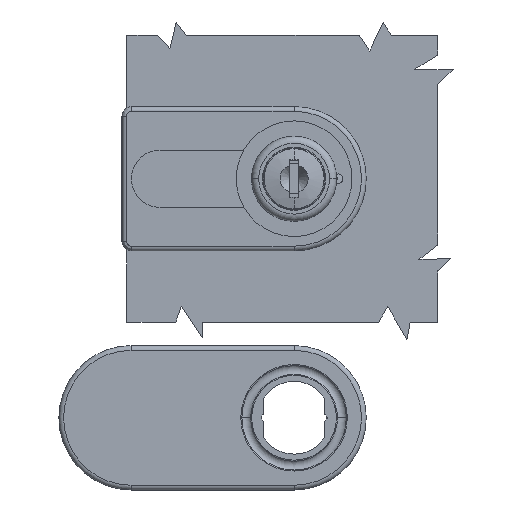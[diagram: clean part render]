
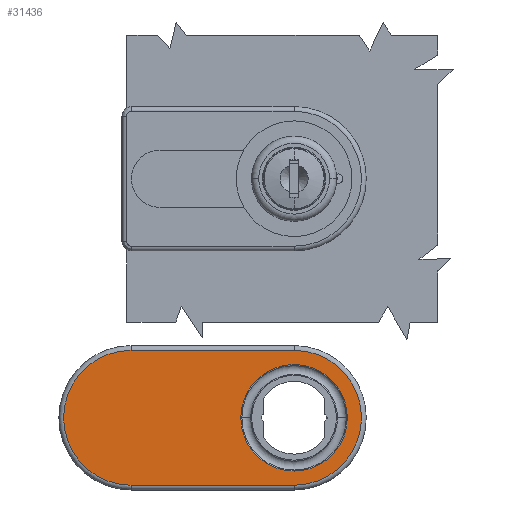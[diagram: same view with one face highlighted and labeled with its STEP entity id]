
A CAD part, front view. The second image highlights one B-rep face of the part: STEP entity #31436.
In plain terms, the highlighted planar face has unit normal (0, -1, 0).
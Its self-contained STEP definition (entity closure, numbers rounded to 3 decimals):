
#241 = CARTESIAN_POINT ( 'NONE',  ( 1409.619, 257.416, -100.74 ) ) ;
#661 = EDGE_LOOP ( 'NONE', ( #2257, #25910, #6956, #29762 ) ) ;
#2257 = ORIENTED_EDGE ( 'NONE', *, *, #11999, .F. ) ;
#2373 = CARTESIAN_POINT ( 'NONE',  ( 1398.479, 257.416, -86.64 ) ) ;
#2722 = EDGE_CURVE ( 'NONE', #34591, #21205, #29109, .T. ) ;
#2799 = CIRCLE ( 'NONE', #24469, 14.1 ) ;
#2806 = CARTESIAN_POINT ( 'NONE',  ( 1364.379, 257.416, -114.84 ) ) ;
#3386 = VECTOR ( 'NONE', #26157, 1000. ) ;
#3839 = CARTESIAN_POINT ( 'NONE',  ( 1387.339, 257.416, -100.74 ) ) ;
#4524 = EDGE_CURVE ( 'NONE', #34591, #15416, #7121, .T. ) ;
#4663 = VERTEX_POINT ( 'NONE', #3839 ) ;
#6123 = CARTESIAN_POINT ( 'NONE',  ( 1398.479, 257.416, -100.74 ) ) ;
#6956 = ORIENTED_EDGE ( 'NONE', *, *, #4524, .F. ) ;
#7121 = CIRCLE ( 'NONE', #12108, 14.1 ) ;
#7850 = EDGE_LOOP ( 'NONE', ( #26553, #31165 ) ) ;
#8125 = CARTESIAN_POINT ( 'NONE',  ( 1364.379, 257.416, -114.84 ) ) ;
#8248 = CARTESIAN_POINT ( 'NONE',  ( 1398.479, 257.416, -100.74 ) ) ;
#9666 = CARTESIAN_POINT ( 'NONE',  ( 1364.379, 257.416, -86.64 ) ) ;
#10590 = CARTESIAN_POINT ( 'NONE',  ( 1398.479, 257.416, -86.64 ) ) ;
#10925 = FACE_OUTER_BOUND ( 'NONE', #661, .T. ) ;
#11275 = DIRECTION ( 'NONE',  ( -1., 0., 0. ) ) ;
#11436 = EDGE_CURVE ( 'NONE', #11636, #4663, #36781, .T. ) ;
#11636 = VERTEX_POINT ( 'NONE', #241 ) ;
#11999 = EDGE_CURVE ( 'NONE', #14354, #21205, #2799, .T. ) ;
#12108 = AXIS2_PLACEMENT_3D ( 'NONE', #19569, #37417, #19758 ) ;
#12149 = DIRECTION ( 'NONE',  ( 0., -1., 0. ) ) ;
#12616 = DIRECTION ( 'NONE',  ( 0., 0., -1. ) ) ;
#14354 = VERTEX_POINT ( 'NONE', #2806 ) ;
#14464 = DIRECTION ( 'NONE',  ( 0., -1., 0. ) ) ;
#15416 = VERTEX_POINT ( 'NONE', #30413 ) ;
#16428 = VECTOR ( 'NONE', #11275, 1000. ) ;
#16550 = CARTESIAN_POINT ( 'NONE',  ( 1364.148, 257.416, -104.297 ) ) ;
#17732 = EDGE_CURVE ( 'NONE', #14354, #15416, #28663, .T. ) ;
#19569 = CARTESIAN_POINT ( 'NONE',  ( 1398.479, 257.416, -100.74 ) ) ;
#19758 = DIRECTION ( 'NONE',  ( 1., 0., 0. ) ) ;
#21205 = VERTEX_POINT ( 'NONE', #9666 ) ;
#22755 = FACE_BOUND ( 'NONE', #7850, .T. ) ;
#23964 = DIRECTION ( 'NONE',  ( 1., 0., 0. ) ) ;
#24469 = AXIS2_PLACEMENT_3D ( 'NONE', #26975, #27357, #12616 ) ;
#25910 = ORIENTED_EDGE ( 'NONE', *, *, #17732, .T. ) ;
#26057 = PLANE ( 'NONE',  #34489 ) ;
#26157 = DIRECTION ( 'NONE',  ( 1., 0., 0. ) ) ;
#26553 = ORIENTED_EDGE ( 'NONE', *, *, #11436, .F. ) ;
#26975 = CARTESIAN_POINT ( 'NONE',  ( 1364.379, 257.416, -100.74 ) ) ;
#27357 = DIRECTION ( 'NONE',  ( 0., 1., 0. ) ) ;
#28116 = CIRCLE ( 'NONE', #37391, 11.14 ) ;
#28122 = AXIS2_PLACEMENT_3D ( 'NONE', #6123, #12149, #23964 ) ;
#28663 = LINE ( 'NONE', #8125, #3386 ) ;
#29109 = LINE ( 'NONE', #2373, #16428 ) ;
#29762 = ORIENTED_EDGE ( 'NONE', *, *, #2722, .T. ) ;
#30413 = CARTESIAN_POINT ( 'NONE',  ( 1398.479, 257.416, -114.84 ) ) ;
#31165 = ORIENTED_EDGE ( 'NONE', *, *, #35741, .F. ) ;
#31436 = ADVANCED_FACE ( 'NONE', ( #22755, #10925 ), #26057, .T. ) ;
#32295 = DIRECTION ( 'NONE',  ( -1., 0., 0. ) ) ;
#34388 = DIRECTION ( 'NONE',  ( 0., 0., -1. ) ) ;
#34489 = AXIS2_PLACEMENT_3D ( 'NONE', #16550, #37497, #34388 ) ;
#34591 = VERTEX_POINT ( 'NONE', #10590 ) ;
#35741 = EDGE_CURVE ( 'NONE', #4663, #11636, #28116, .T. ) ;
#36781 = CIRCLE ( 'NONE', #28122, 11.14 ) ;
#37391 = AXIS2_PLACEMENT_3D ( 'NONE', #8248, #14464, #32295 ) ;
#37417 = DIRECTION ( 'NONE',  ( 0., 1., 0. ) ) ;
#37497 = DIRECTION ( 'NONE',  ( 0., -1., 0. ) ) ;
